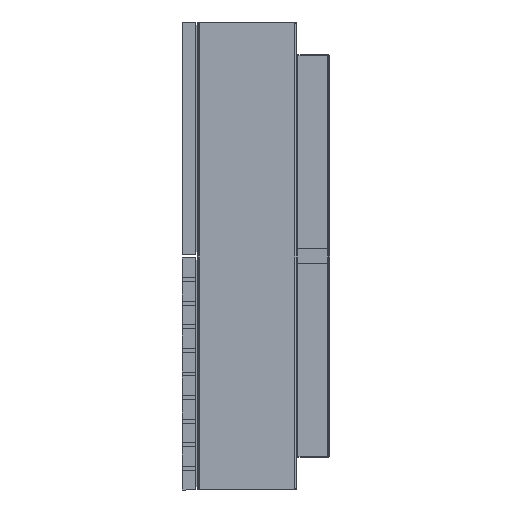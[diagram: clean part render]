
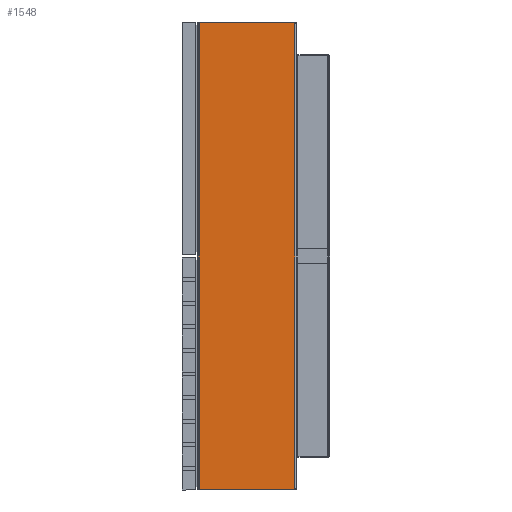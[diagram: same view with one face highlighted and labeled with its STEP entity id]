
A CAD part, left-side view. The second image highlights one B-rep face of the part: STEP entity #1548.
In plain terms, the highlighted face is planar.
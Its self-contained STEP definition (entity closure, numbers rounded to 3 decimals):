
#992 = ORIENTED_EDGE ( 'NONE', *, *, #7185, .F. ) ;
#1160 = VERTEX_POINT ( 'NONE', #1472 ) ;
#1472 = CARTESIAN_POINT ( 'NONE',  ( -711., 106., -100. ) ) ;
#1548 = ADVANCED_FACE ( 'NONE', ( #7344 ), #9123, .F. ) ;
#2065 = DIRECTION ( 'NONE',  ( -1., 0., 0. ) ) ;
#2117 = EDGE_CURVE ( 'NONE', #1160, #4521, #10954, .T. ) ;
#2987 = CARTESIAN_POINT ( 'NONE',  ( 714., 106., -100. ) ) ;
#3013 = ORIENTED_EDGE ( 'NONE', *, *, #11278, .F. ) ;
#3109 = VERTEX_POINT ( 'NONE', #9486 ) ;
#3767 = DIRECTION ( 'NONE',  ( 1., 0., 0. ) ) ;
#3912 = DIRECTION ( 'NONE',  ( 0., 0., 1. ) ) ;
#4200 = LINE ( 'NONE', #5057, #4223 ) ;
#4223 = VECTOR ( 'NONE', #6018, 1000. ) ;
#4521 = VERTEX_POINT ( 'NONE', #6336 ) ;
#5057 = CARTESIAN_POINT ( 'NONE',  ( 714., 398., -100. ) ) ;
#5175 = VECTOR ( 'NONE', #7322, 1000. ) ;
#5502 = VECTOR ( 'NONE', #2065, 1000. ) ;
#5605 = VERTEX_POINT ( 'NONE', #7276 ) ;
#6018 = DIRECTION ( 'NONE',  ( -1., 0., 0. ) ) ;
#6336 = CARTESIAN_POINT ( 'NONE',  ( -711., 398., -100. ) ) ;
#7034 = DIRECTION ( 'NONE',  ( 0., 1., 0. ) ) ;
#7185 = EDGE_CURVE ( 'NONE', #5605, #4521, #4200, .T. ) ;
#7246 = ORIENTED_EDGE ( 'NONE', *, *, #2117, .T. ) ;
#7262 = CARTESIAN_POINT ( 'NONE',  ( -711., 100., -100. ) ) ;
#7276 = CARTESIAN_POINT ( 'NONE',  ( 711., 398., -100. ) ) ;
#7322 = DIRECTION ( 'NONE',  ( 0., 1., 0. ) ) ;
#7344 = FACE_OUTER_BOUND ( 'NONE', #7992, .T. ) ;
#7730 = ORIENTED_EDGE ( 'NONE', *, *, #10404, .T. ) ;
#7992 = EDGE_LOOP ( 'NONE', ( #7246, #992, #3013, #7730 ) ) ;
#8115 = AXIS2_PLACEMENT_3D ( 'NONE', #10851, #3912, #3767 ) ;
#9123 = PLANE ( 'NONE',  #8115 ) ;
#9486 = CARTESIAN_POINT ( 'NONE',  ( 711., 106., -100. ) ) ;
#9613 = CARTESIAN_POINT ( 'NONE',  ( 711., 100., -100. ) ) ;
#9818 = LINE ( 'NONE', #2987, #5502 ) ;
#9912 = VECTOR ( 'NONE', #7034, 1000. ) ;
#10404 = EDGE_CURVE ( 'NONE', #3109, #1160, #9818, .T. ) ;
#10656 = LINE ( 'NONE', #9613, #9912 ) ;
#10851 = CARTESIAN_POINT ( 'NONE',  ( 714., 100., -100. ) ) ;
#10954 = LINE ( 'NONE', #7262, #5175 ) ;
#11278 = EDGE_CURVE ( 'NONE', #3109, #5605, #10656, .T. ) ;
